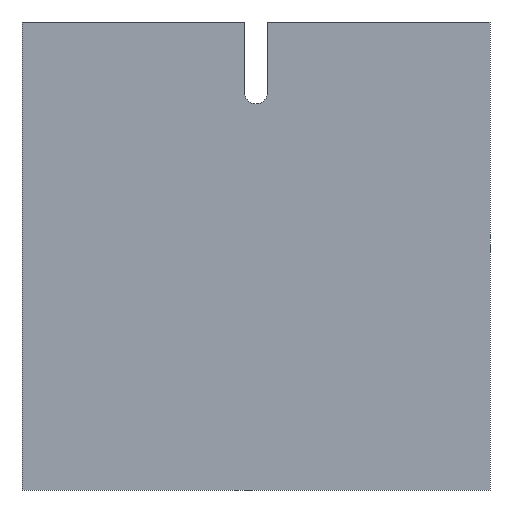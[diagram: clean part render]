
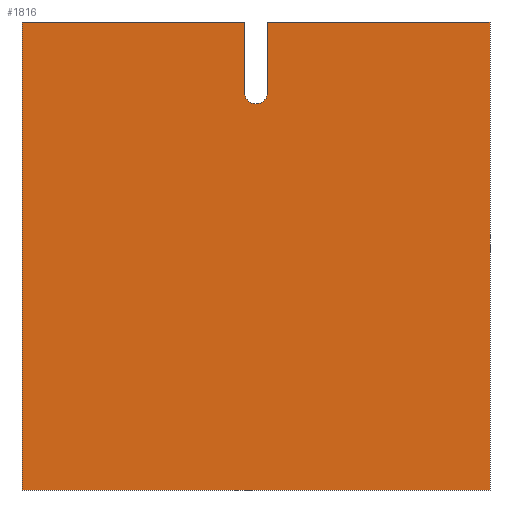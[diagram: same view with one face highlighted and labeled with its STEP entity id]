
A CAD part, front view. The second image highlights one B-rep face of the part: STEP entity #1816.
In plain terms, the highlighted planar face has unit normal (0, -1, 0).
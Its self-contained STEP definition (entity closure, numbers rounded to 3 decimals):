
#133 = LINE ( 'NONE', #1088, #1385 ) ;
#229 = DIRECTION ( 'NONE',  ( 0., -1., 0. ) ) ;
#264 = AXIS2_PLACEMENT_3D ( 'NONE', #768, #229, #543 ) ;
#386 = EDGE_CURVE ( 'NONE', #1722, #3072, #404, .T. ) ;
#404 = LINE ( 'NONE', #3892, #2831 ) ;
#456 = ORIENTED_EDGE ( 'NONE', *, *, #2738, .F. ) ;
#534 = LINE ( 'NONE', #3121, #2930 ) ;
#543 = DIRECTION ( 'NONE',  ( 0., 0., -1. ) ) ;
#597 = EDGE_CURVE ( 'NONE', #3072, #3800, #133, .T. ) ;
#675 = EDGE_CURVE ( 'NONE', #3467, #1722, #2836, .T. ) ;
#680 = CARTESIAN_POINT ( 'NONE',  ( 0., 0., 70. ) ) ;
#768 = CARTESIAN_POINT ( 'NONE',  ( 0., 0., 0. ) ) ;
#853 = CARTESIAN_POINT ( 'NONE',  ( 5., 0., 100. ) ) ;
#973 = CARTESIAN_POINT ( 'NONE',  ( 100., 0., 100. ) ) ;
#1088 = CARTESIAN_POINT ( 'NONE',  ( -100., 0., 100. ) ) ;
#1185 = DIRECTION ( 'NONE',  ( 0., 0., -1. ) ) ;
#1189 = VERTEX_POINT ( 'NONE', #973 ) ;
#1252 = EDGE_CURVE ( 'NONE', #3644, #3720, #1599, .T. ) ;
#1385 = VECTOR ( 'NONE', #3659, 1000. ) ;
#1506 = EDGE_CURVE ( 'NONE', #3720, #1189, #534, .T. ) ;
#1525 = LINE ( 'NONE', #2158, #3280 ) ;
#1553 = ORIENTED_EDGE ( 'NONE', *, *, #675, .F. ) ;
#1563 = CARTESIAN_POINT ( 'NONE',  ( 100., 0., -100. ) ) ;
#1593 = ORIENTED_EDGE ( 'NONE', *, *, #1252, .F. ) ;
#1599 = LINE ( 'NONE', #2865, #2189 ) ;
#1627 = DIRECTION ( 'NONE',  ( 0., 0., 1. ) ) ;
#1674 = ORIENTED_EDGE ( 'NONE', *, *, #1506, .F. ) ;
#1722 = VERTEX_POINT ( 'NONE', #1904 ) ;
#1816 = ADVANCED_FACE ( 'NONE', ( #3088 ), #2668, .T. ) ;
#1831 = EDGE_CURVE ( 'NONE', #1189, #3467, #3110, .T. ) ;
#1898 = EDGE_LOOP ( 'NONE', ( #2729, #3032, #2367, #1553, #4057, #1674, #1593, #456 ) ) ;
#1904 = CARTESIAN_POINT ( 'NONE',  ( -100., 0., -100. ) ) ;
#1962 = CARTESIAN_POINT ( 'NONE',  ( 5., 0., 70. ) ) ;
#2022 = DIRECTION ( 'NONE',  ( 0., 0., -1. ) ) ;
#2044 = CARTESIAN_POINT ( 'NONE',  ( -5., 0., 70. ) ) ;
#2158 = CARTESIAN_POINT ( 'NONE',  ( -5., 0., 0. ) ) ;
#2178 = DIRECTION ( 'NONE',  ( 0., 0., -1. ) ) ;
#2186 = EDGE_CURVE ( 'NONE', #3800, #3086, #1525, .T. ) ;
#2189 = VECTOR ( 'NONE', #3881, 1000. ) ;
#2367 = ORIENTED_EDGE ( 'NONE', *, *, #386, .F. ) ;
#2600 = VECTOR ( 'NONE', #1185, 1000. ) ;
#2668 = PLANE ( 'NONE',  #264 ) ;
#2729 = ORIENTED_EDGE ( 'NONE', *, *, #2186, .F. ) ;
#2738 = EDGE_CURVE ( 'NONE', #3086, #3644, #3639, .T. ) ;
#2781 = DIRECTION ( 'NONE',  ( 1., 0., 0. ) ) ;
#2831 = VECTOR ( 'NONE', #1627, 1000. ) ;
#2836 = LINE ( 'NONE', #3177, #3775 ) ;
#2865 = CARTESIAN_POINT ( 'NONE',  ( 5., 0., 0. ) ) ;
#2907 = DIRECTION ( 'NONE',  ( -1., 0., 0. ) ) ;
#2930 = VECTOR ( 'NONE', #2781, 1000. ) ;
#2982 = CARTESIAN_POINT ( 'NONE',  ( -100., 0., 100. ) ) ;
#3032 = ORIENTED_EDGE ( 'NONE', *, *, #597, .F. ) ;
#3072 = VERTEX_POINT ( 'NONE', #2982 ) ;
#3086 = VERTEX_POINT ( 'NONE', #2044 ) ;
#3088 = FACE_OUTER_BOUND ( 'NONE', #1898, .T. ) ;
#3110 = LINE ( 'NONE', #3601, #2600 ) ;
#3121 = CARTESIAN_POINT ( 'NONE',  ( -100., 0., 100. ) ) ;
#3177 = CARTESIAN_POINT ( 'NONE',  ( -100., 0., -100. ) ) ;
#3220 = DIRECTION ( 'NONE',  ( 0., -1., 0. ) ) ;
#3280 = VECTOR ( 'NONE', #2178, 1000. ) ;
#3339 = CARTESIAN_POINT ( 'NONE',  ( -5., 0., 100. ) ) ;
#3467 = VERTEX_POINT ( 'NONE', #1563 ) ;
#3601 = CARTESIAN_POINT ( 'NONE',  ( 100., 0., 100. ) ) ;
#3639 = CIRCLE ( 'NONE', #4098, 5. ) ;
#3644 = VERTEX_POINT ( 'NONE', #1962 ) ;
#3659 = DIRECTION ( 'NONE',  ( 1., 0., 0. ) ) ;
#3720 = VERTEX_POINT ( 'NONE', #853 ) ;
#3775 = VECTOR ( 'NONE', #2907, 1000. ) ;
#3800 = VERTEX_POINT ( 'NONE', #3339 ) ;
#3881 = DIRECTION ( 'NONE',  ( 0., 0., 1. ) ) ;
#3892 = CARTESIAN_POINT ( 'NONE',  ( -100., 0., 100. ) ) ;
#4057 = ORIENTED_EDGE ( 'NONE', *, *, #1831, .F. ) ;
#4098 = AXIS2_PLACEMENT_3D ( 'NONE', #680, #3220, #2022 ) ;
